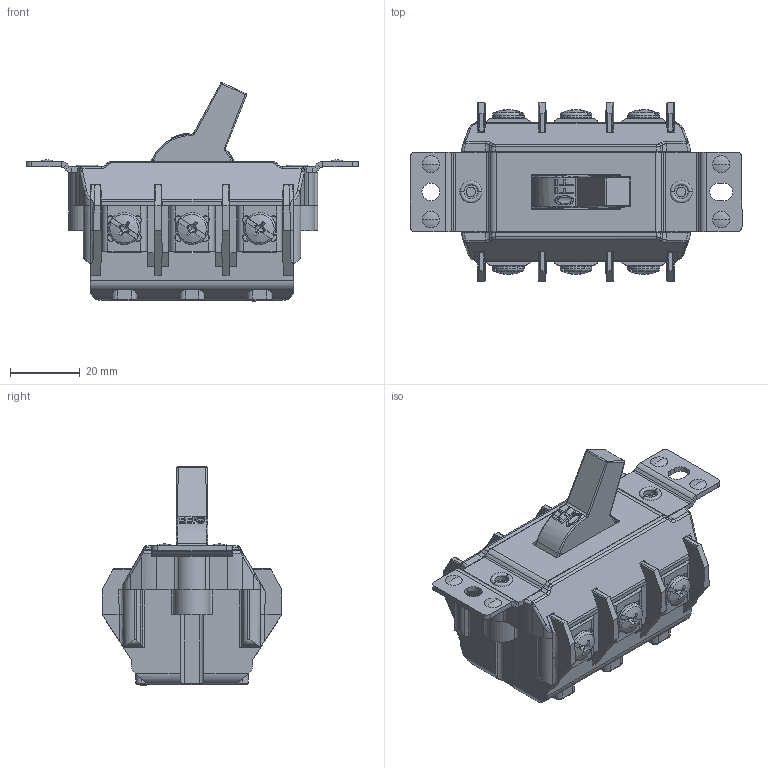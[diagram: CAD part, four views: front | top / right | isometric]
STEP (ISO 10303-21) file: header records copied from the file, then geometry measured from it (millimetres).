
FILE_DESCRIPTION (( 'STEP AP214' ), '1' );
FILE_NAME ('CATSTD-MS303-0DS-M01.STEP', '2020-01-23T20:24:21', ( '' ), ( '' ), 'SwSTEP 2.0', 'SolidWorks 2017', '' );
FILE_SCHEMA (( 'AUTOMOTIVE_DESIGN' ));
Length unit declared in the file: inch
Products named in the file (1): CATSTD-MS303-0DS-M01
Bounding box: 95.25 x 51.57 x 62.81 mm (x, y, z)
Surface area: 25522.6 mm2 (no closed solid volume)
Topology: 0 solids, 22 shells, 1146 faces, 4129 edges, 2976 vertices
Faces by surface type: plane 624, cylinder 249, bspline 142, cone 95, sphere 20, torus 16
Entity records: 62211 total; most frequent: CARTESIAN_POINT 29490, ORIENTED_EDGE 7162, DIRECTION 5814, EDGE_CURVE 4113, VERTEX_POINT 2976, VECTOR 2312, LINE 2312, AXIS2_PLACEMENT_3D 1751
